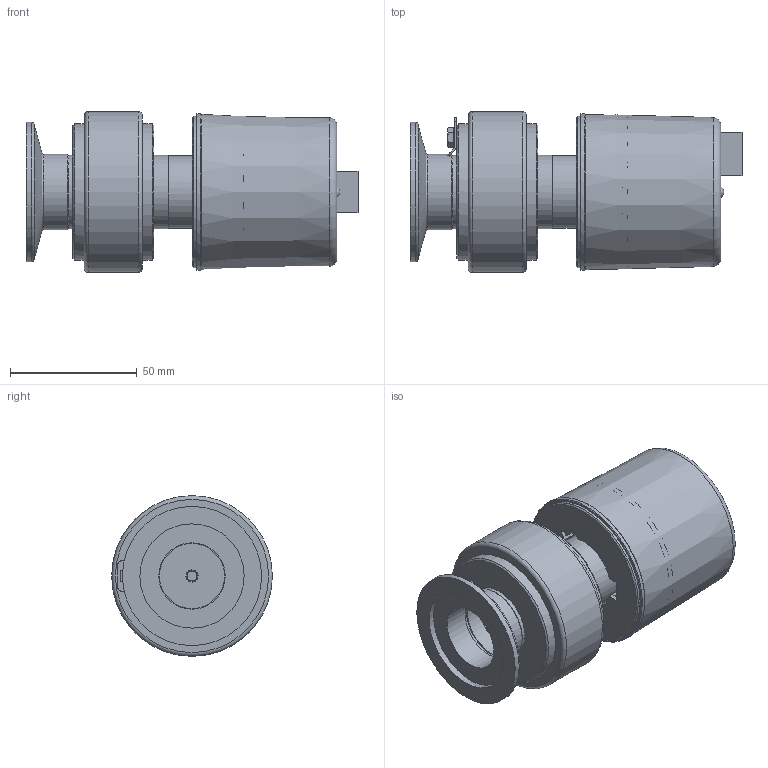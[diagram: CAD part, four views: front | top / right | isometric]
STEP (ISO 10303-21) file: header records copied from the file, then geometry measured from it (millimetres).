
FILE_DESCRIPTION((''),'2;1');
FILE_NAME('351-021.stp','2006-12-21T11:00:10',('BEM'),(''),'Autodesk Inventor 11','Autodesk Inventor 11','');
FILE_SCHEMA(('AUTOMOTIVE_DESIGN { 1 0 10303 214 1 1 1 1 }'));
Length unit declared in the file: millimetre
Products named in the file (1): Bauteil16
Bounding box: 131.15 x 63.5 x 63.5 mm (x, y, z)
Volume: 147334.1 mm3; surface area: 82641.9 mm2
Topology: 1 solids, 5 shells, 430 faces, 1179 edges, 776 vertices
Faces by surface type: plane 245, cylinder 131, cone 39, torus 6, bspline 5, sphere 4
Full cylindrical faces by diameter (mm): 1.8 x7, 2 x1, 2.1 x1, 2.459 x1, 2.5 x1, 3 x2, 3.2 x3, 3.4 x5, 4 x2, 4.6 x1, 5.1 x1, 6.6 x1, 6.92 x1, 8 x1, 9 x1, 10.9 x1, 11 x1, 25.7 x1, 26.2 x2, 27.2 x1, 27.7 x1, 28 x1, 28.8 x1, 29 x4, 30 x1, 33 x1, 41.2 x1, 54 x2, 55 x2, 55.1 x1
Entity records: 13977 total; most frequent: CARTESIAN_POINT 3261, DIRECTION 2195, ORIENTED_EDGE 2124, EDGE_CURVE 1062, AXIS2_PLACEMENT_3D 766, VERTEX_POINT 748, VECTOR 663, LINE 663
